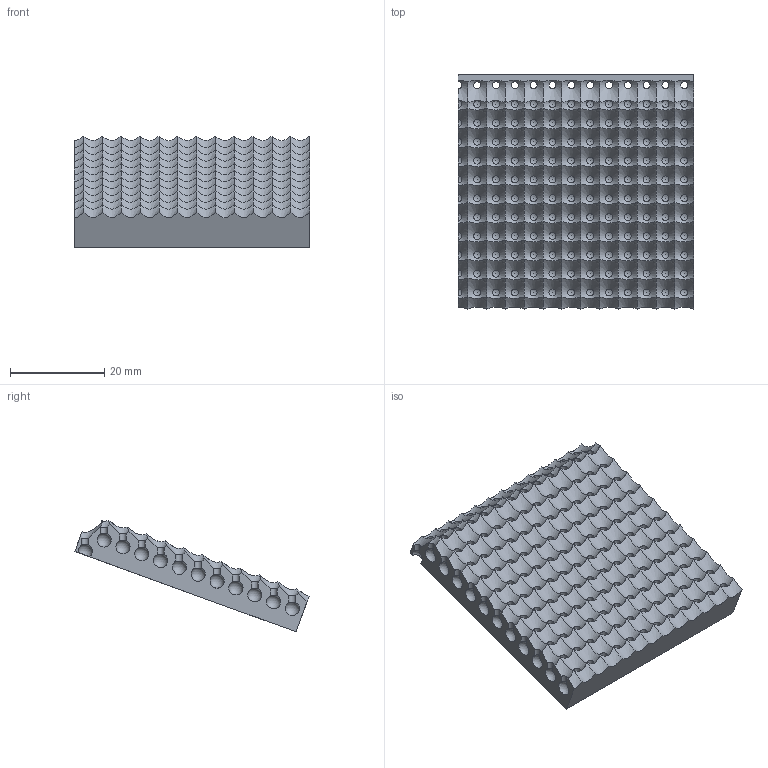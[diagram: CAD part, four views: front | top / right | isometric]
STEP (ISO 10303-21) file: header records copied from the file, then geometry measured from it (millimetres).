
FILE_DESCRIPTION(('Open CASCADE Model'),'2;1');
FILE_NAME('Open CASCADE Shape Model','2025-05-05T17:54:30',('Author'),( 'Open CASCADE'),'Open CASCADE STEP processor 7.7','Open CASCADE 7.7' ,'Unknown');
FILE_SCHEMA(('AUTOMOTIVE_DESIGN { 1 0 10303 214 1 1 1 1 }'));
Products named in the file (1): Open CASCADE STEP translator 7.7 4
Bounding box: 50 x 49.74 x 23.73 mm (x, y, z)
Volume: 16055.1 mm3; surface area: 11570.4 mm2
Topology: 1 solids, 1 shells, 512 faces, 1552 edges, 887 vertices
Faces by surface type: cylinder 181, cone 169, sphere 156, plane 6
Full cylindrical faces by diameter (mm): 1.5 x144
Entity records: 46876 total; most frequent: CARTESIAN_POINT 20832, DIRECTION 4581, ORIENTED_EDGE 2818, PCURVE 2818, DEFINITIONAL_REPRESENTATION 2818, B_SPLINE_CURVE_WITH_KNOTS 1645, AXIS2_PLACEMENT_3D 1538, LINE 1469
